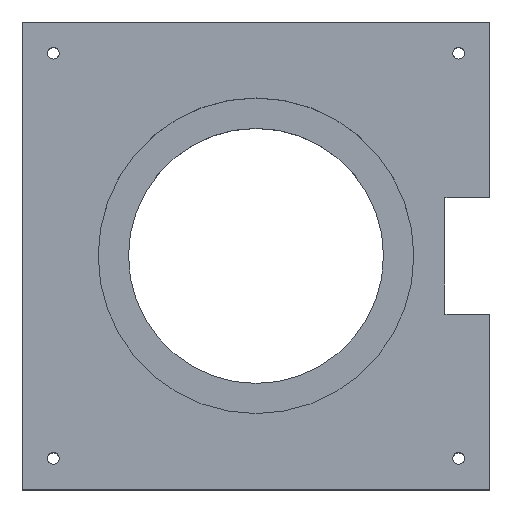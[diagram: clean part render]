
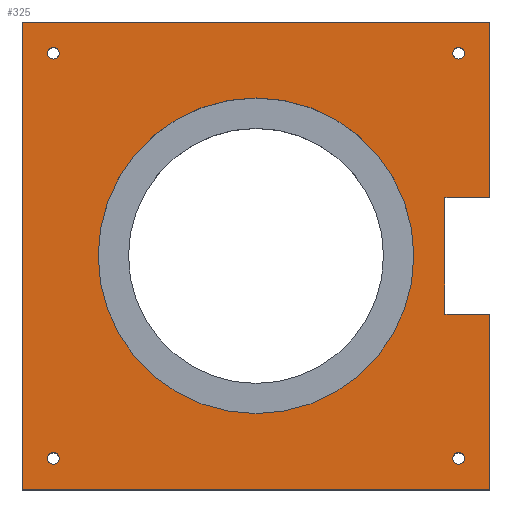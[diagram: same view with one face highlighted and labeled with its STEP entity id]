
A CAD part, top view. The second image highlights one B-rep face of the part: STEP entity #325.
In plain terms, the highlighted planar face has unit normal (0, 0, 1).
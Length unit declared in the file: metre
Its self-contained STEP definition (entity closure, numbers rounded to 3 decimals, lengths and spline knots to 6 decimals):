
#37=LINE('',#511,#61);
#38=LINE('',#529,#62);
#39=LINE('',#532,#63);
#40=LINE('',#533,#64);
#41=LINE('',#535,#65);
#42=LINE('',#537,#66);
#43=LINE('',#539,#67);
#44=LINE('',#541,#68);
#61=VECTOR('',#412,1.);
#62=VECTOR('',#433,1.);
#63=VECTOR('',#434,1.);
#64=VECTOR('',#435,1.);
#65=VECTOR('',#436,1.);
#66=VECTOR('',#437,1.);
#67=VECTOR('',#438,1.);
#68=VECTOR('',#439,1.);
#96=ORIENTED_EDGE('',*,*,#170,.F.);
#97=ORIENTED_EDGE('',*,*,#171,.F.);
#98=ORIENTED_EDGE('',*,*,#172,.F.);
#99=ORIENTED_EDGE('',*,*,#173,.F.);
#100=ORIENTED_EDGE('',*,*,#174,.F.);
#101=ORIENTED_EDGE('',*,*,#175,.T.);
#102=ORIENTED_EDGE('',*,*,#166,.F.);
#103=ORIENTED_EDGE('',*,*,#176,.T.);
#104=ORIENTED_EDGE('',*,*,#177,.T.);
#105=ORIENTED_EDGE('',*,*,#178,.F.);
#106=ORIENTED_EDGE('',*,*,#179,.F.);
#107=ORIENTED_EDGE('',*,*,#180,.F.);
#108=ORIENTED_EDGE('',*,*,#169,.T.);
#166=EDGE_CURVE('',#203,#202,#37,.T.);
#169=EDGE_CURVE('',#206,#206,#226,.T.);
#170=EDGE_CURVE('',#207,#207,#227,.T.);
#171=EDGE_CURVE('',#208,#208,#228,.T.);
#172=EDGE_CURVE('',#209,#209,#229,.T.);
#173=EDGE_CURVE('',#210,#210,#230,.T.);
#174=EDGE_CURVE('',#211,#212,#38,.T.);
#175=EDGE_CURVE('',#211,#202,#39,.T.);
#176=EDGE_CURVE('',#203,#213,#40,.T.);
#177=EDGE_CURVE('',#213,#214,#41,.T.);
#178=EDGE_CURVE('',#215,#214,#42,.T.);
#179=EDGE_CURVE('',#216,#215,#43,.T.);
#180=EDGE_CURVE('',#212,#216,#44,.T.);
#202=VERTEX_POINT('',#508);
#203=VERTEX_POINT('',#510);
#206=VERTEX_POINT('',#519);
#207=VERTEX_POINT('',#522);
#208=VERTEX_POINT('',#524);
#209=VERTEX_POINT('',#526);
#210=VERTEX_POINT('',#528);
#211=VERTEX_POINT('',#530);
#212=VERTEX_POINT('',#531);
#213=VERTEX_POINT('',#534);
#214=VERTEX_POINT('',#536);
#215=VERTEX_POINT('',#538);
#216=VERTEX_POINT('',#540);
#226=CIRCLE('',#364,0.0405);
#227=CIRCLE('',#366,0.0015);
#228=CIRCLE('',#367,0.0015);
#229=CIRCLE('',#368,0.0015);
#230=CIRCLE('',#369,0.0015);
#244=EDGE_LOOP('',(#96));
#245=EDGE_LOOP('',(#97));
#246=EDGE_LOOP('',(#98));
#247=EDGE_LOOP('',(#99));
#248=EDGE_LOOP('',(#100,#101,#102,#103,#104,#105,#106,#107));
#249=EDGE_LOOP('',(#108));
#282=FACE_BOUND('',#244,.T.);
#283=FACE_BOUND('',#245,.T.);
#284=FACE_BOUND('',#246,.T.);
#285=FACE_BOUND('',#247,.T.);
#286=FACE_BOUND('',#248,.T.);
#287=FACE_BOUND('',#249,.T.);
#312=PLANE('',#365);
#325=ADVANCED_FACE('',(#282,#283,#284,#285,#286,#287),#312,.F.);
#364=AXIS2_PLACEMENT_3D('',#518,#421,#422);
#365=AXIS2_PLACEMENT_3D('',#520,#423,#424);
#366=AXIS2_PLACEMENT_3D('',#521,#425,#426);
#367=AXIS2_PLACEMENT_3D('',#523,#427,#428);
#368=AXIS2_PLACEMENT_3D('',#525,#429,#430);
#369=AXIS2_PLACEMENT_3D('',#527,#431,#432);
#412=DIRECTION('',(0.,-1.,0.));
#421=DIRECTION('',(0.,0.,-1.));
#422=DIRECTION('',(-1.,0.,0.));
#423=DIRECTION('',(0.,0.,-1.));
#424=DIRECTION('',(-1.,0.,0.));
#425=DIRECTION('',(0.,0.,1.));
#426=DIRECTION('',(1.,0.,0.));
#427=DIRECTION('',(0.,0.,1.));
#428=DIRECTION('',(1.,0.,0.));
#429=DIRECTION('',(0.,0.,1.));
#430=DIRECTION('',(1.,0.,0.));
#431=DIRECTION('',(0.,0.,1.));
#432=DIRECTION('',(1.,0.,0.));
#433=DIRECTION('',(0.,-1.,0.));
#434=DIRECTION('',(1.,0.,0.));
#435=DIRECTION('',(-1.,0.,0.));
#436=DIRECTION('',(0.,-1.,0.));
#437=DIRECTION('',(-1.,0.,0.));
#438=DIRECTION('',(0.,-1.,0.));
#439=DIRECTION('',(1.,0.,0.));
#508=CARTESIAN_POINT('',(0.06,0.015,0.064));
#510=CARTESIAN_POINT('',(0.06,0.06,0.064));
#511=CARTESIAN_POINT('',(0.06,0.03,0.064));
#518=CARTESIAN_POINT('',(0.,0.,0.064));
#519=CARTESIAN_POINT('',(-0.0405,0.,0.064));
#520=CARTESIAN_POINT('',(-0.05025,0.,0.064));
#521=CARTESIAN_POINT('',(-0.052,0.052,0.064));
#522=CARTESIAN_POINT('',(-0.0505,0.052,0.064));
#523=CARTESIAN_POINT('',(0.052,0.052,0.064));
#524=CARTESIAN_POINT('',(0.0535,0.052,0.064));
#525=CARTESIAN_POINT('',(0.052,-0.052,0.064));
#526=CARTESIAN_POINT('',(0.0535,-0.052,0.064));
#527=CARTESIAN_POINT('',(-0.052,-0.052,0.064));
#528=CARTESIAN_POINT('',(-0.0505,-0.052,0.064));
#529=CARTESIAN_POINT('',(0.0485,0.,0.064));
#530=CARTESIAN_POINT('',(0.0485,0.015,0.064));
#531=CARTESIAN_POINT('',(0.0485,-0.015,0.064));
#532=CARTESIAN_POINT('',(0.06,0.015,0.064));
#533=CARTESIAN_POINT('',(-0.03,0.06,0.064));
#534=CARTESIAN_POINT('',(-0.06,0.06,0.064));
#535=CARTESIAN_POINT('',(-0.06,0.03,0.064));
#536=CARTESIAN_POINT('',(-0.06,-0.06,0.064));
#537=CARTESIAN_POINT('',(0.03,-0.06,0.064));
#538=CARTESIAN_POINT('',(0.06,-0.06,0.064));
#539=CARTESIAN_POINT('',(0.06,0.03,0.064));
#540=CARTESIAN_POINT('',(0.06,-0.015,0.064));
#541=CARTESIAN_POINT('',(0.06,-0.015,0.064));
